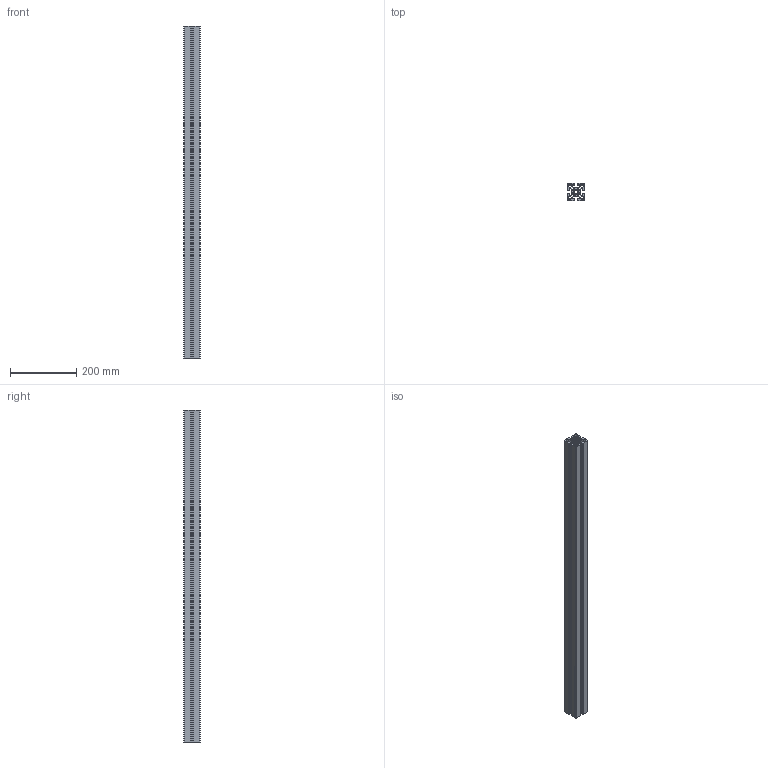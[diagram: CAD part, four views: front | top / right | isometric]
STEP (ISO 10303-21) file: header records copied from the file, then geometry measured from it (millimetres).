
FILE_DESCRIPTION (( 'STEP AP203' ), '1' );
FILE_NAME ('ALF-5050-8W.step', '2024-08-07T10:26:30', ( '' ), ( '' ), 'SwSTEP 2.0', 'SolidWorks 2022', '' );
FILE_SCHEMA (( 'CONFIG_CONTROL_DESIGN' ));
Length unit declared in the file: millimetre
Products named in the file (1): ALF-5050-8W
Bounding box: 50 x 50 x 1000 mm (x, y, z)
Volume: 1088419.4 mm3; surface area: 715633.5 mm2
Topology: 1 solids, 1 shells, 201 faces, 597 edges, 398 vertices
Faces by surface type: plane 106, cylinder 95
Entity records: 6878 total; most frequent: CARTESIAN_POINT 1197, ORIENTED_EDGE 1194, DIRECTION 1191, EDGE_CURVE 597, LINE 407, VECTOR 407, VERTEX_POINT 398, AXIS2_PLACEMENT_3D 392
